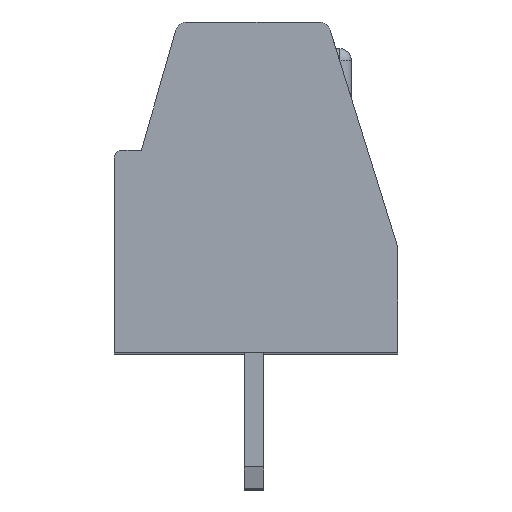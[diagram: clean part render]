
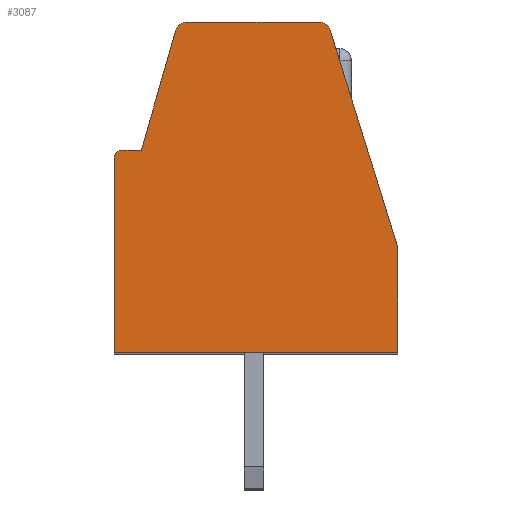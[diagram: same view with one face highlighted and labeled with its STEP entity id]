
A CAD part, top view. The second image highlights one B-rep face of the part: STEP entity #3087.
In plain terms, the highlighted planar face has unit normal (0, 0, 1).
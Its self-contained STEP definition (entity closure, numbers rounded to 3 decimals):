
#14=DIRECTION('',(0.,-1.,0.));
#15=VECTOR('',#14,5.);
#16=CARTESIAN_POINT('',(-3.6,5.,20.955));
#17=LINE('',#16,#15);
#18=CARTESIAN_POINT('',(-3.4,5.,20.955));
#19=DIRECTION('',(0.,0.,1.));
#20=DIRECTION('',(0.,1.,0.));
#21=AXIS2_PLACEMENT_3D('',#18,#19,#20);
#23=DIRECTION('',(-1.,0.,0.));
#24=VECTOR('',#23,0.5);
#25=CARTESIAN_POINT('',(-2.9,5.2,20.955));
#26=LINE('',#25,#24);
#27=DIRECTION('',(-0.276,-0.961,0.));
#28=VECTOR('',#27,3.207);
#29=CARTESIAN_POINT('',(-2.016,8.283,20.955));
#30=LINE('',#29,#28);
#31=CARTESIAN_POINT('',(-1.727,8.2,20.955));
#32=DIRECTION('',(0.,0.,1.));
#33=DIRECTION('',(0.,1.,0.));
#34=AXIS2_PLACEMENT_3D('',#31,#32,#33);
#36=DIRECTION('',(-1.,0.,0.));
#37=VECTOR('',#36,3.4);
#38=CARTESIAN_POINT('',(1.673,8.5,20.955));
#39=LINE('',#38,#37);
#40=CARTESIAN_POINT('',(1.673,8.2,20.955));
#41=DIRECTION('',(0.,0.,1.));
#42=DIRECTION('',(0.955,0.297,0.));
#43=AXIS2_PLACEMENT_3D('',#40,#41,#42);
#45=DIRECTION('',(-0.297,0.955,0.));
#46=VECTOR('',#45,5.854);
#47=CARTESIAN_POINT('',(3.7,2.7,20.955));
#48=LINE('',#47,#46);
#49=DIRECTION('',(0.,1.,0.));
#50=VECTOR('',#49,2.7);
#51=CARTESIAN_POINT('',(3.7,0.,20.955));
#52=LINE('',#51,#50);
#69=DIRECTION('',(1.,0.,0.));
#70=VECTOR('',#69,7.3);
#71=CARTESIAN_POINT('',(-3.6,0.,20.955));
#72=LINE('',#71,#70);
#2480=CARTESIAN_POINT('',(3.7,0.,20.955));
#2481=CARTESIAN_POINT('',(3.7,2.7,20.955));
#2482=VERTEX_POINT('',#2480);
#2483=VERTEX_POINT('',#2481);
#2484=CARTESIAN_POINT('',(1.959,8.289,20.955));
#2485=VERTEX_POINT('',#2484);
#2486=CARTESIAN_POINT('',(1.673,8.5,20.955));
#2487=VERTEX_POINT('',#2486);
#2488=CARTESIAN_POINT('',(-1.727,8.5,20.955));
#2489=VERTEX_POINT('',#2488);
#2490=CARTESIAN_POINT('',(-2.016,8.283,20.955));
#2491=VERTEX_POINT('',#2490);
#2492=CARTESIAN_POINT('',(-2.9,5.2,20.955));
#2493=VERTEX_POINT('',#2492);
#2494=CARTESIAN_POINT('',(-3.4,5.2,20.955));
#2495=VERTEX_POINT('',#2494);
#2496=CARTESIAN_POINT('',(-3.6,5.,20.955));
#2497=VERTEX_POINT('',#2496);
#2498=CARTESIAN_POINT('',(-3.6,0.,20.955));
#2499=VERTEX_POINT('',#2498);
#3060=CARTESIAN_POINT('',(0.,0.,20.955));
#3061=DIRECTION('',(0.,0.,1.));
#3062=DIRECTION('',(1.,0.,0.));
#3063=AXIS2_PLACEMENT_3D('',#3060,#3061,#3062);
#3064=PLANE('',#3063);
#3066=ORIENTED_EDGE('',*,*,#3065,.F.);
#3068=ORIENTED_EDGE('',*,*,#3067,.F.);
#3070=ORIENTED_EDGE('',*,*,#3069,.F.);
#3072=ORIENTED_EDGE('',*,*,#3071,.F.);
#3074=ORIENTED_EDGE('',*,*,#3073,.F.);
#3076=ORIENTED_EDGE('',*,*,#3075,.F.);
#3078=ORIENTED_EDGE('',*,*,#3077,.F.);
#3080=ORIENTED_EDGE('',*,*,#3079,.F.);
#3082=ORIENTED_EDGE('',*,*,#3081,.F.);
#3084=ORIENTED_EDGE('',*,*,#3083,.F.);
#3085=EDGE_LOOP('',(#3066,#3068,#3070,#3072,#3074,#3076,#3078,#3080,#3082,
#3084));
#3086=FACE_OUTER_BOUND('',#3085,.F.);
#22=CIRCLE('',#21,0.2);
#35=CIRCLE('',#34,0.3);
#44=CIRCLE('',#43,0.3);
#3065=EDGE_CURVE('',#2499,#2482,#72,.T.);
#3067=EDGE_CURVE('',#2497,#2499,#17,.T.);
#3069=EDGE_CURVE('',#2495,#2497,#22,.T.);
#3071=EDGE_CURVE('',#2493,#2495,#26,.T.);
#3073=EDGE_CURVE('',#2491,#2493,#30,.T.);
#3075=EDGE_CURVE('',#2489,#2491,#35,.T.);
#3077=EDGE_CURVE('',#2487,#2489,#39,.T.);
#3079=EDGE_CURVE('',#2485,#2487,#44,.T.);
#3081=EDGE_CURVE('',#2483,#2485,#48,.T.);
#3083=EDGE_CURVE('',#2482,#2483,#52,.T.);
#3087=ADVANCED_FACE('',(#3086),#3064,.T.);
